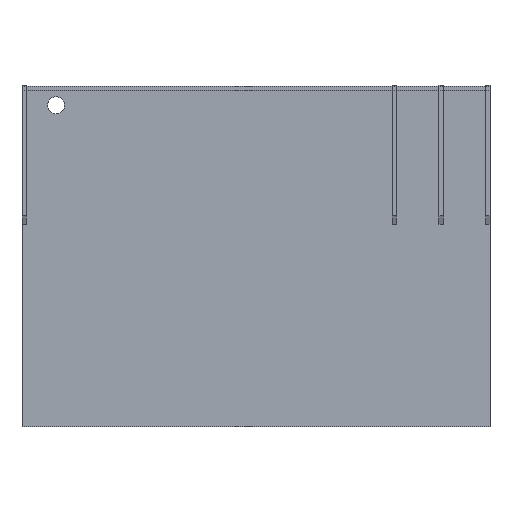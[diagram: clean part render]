
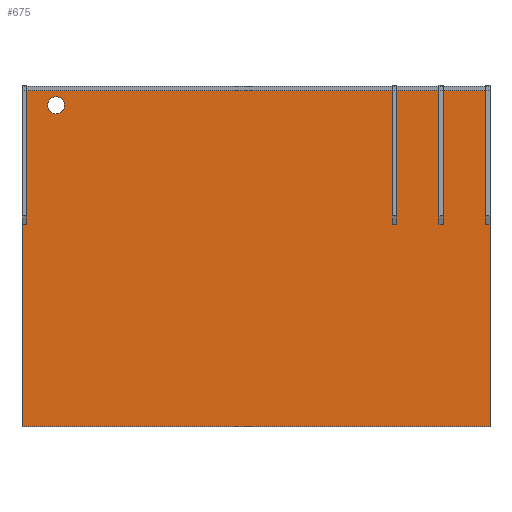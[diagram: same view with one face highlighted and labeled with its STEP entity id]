
A CAD part, top view. The second image highlights one B-rep face of the part: STEP entity #675.
In plain terms, the highlighted planar face has unit normal (0, 0, 1).
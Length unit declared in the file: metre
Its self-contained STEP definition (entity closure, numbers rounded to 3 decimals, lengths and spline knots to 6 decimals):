
#11=CIRCLE('',#792,0.02);
#185=ORIENTED_EDGE('',*,*,#281,.T.);
#186=ORIENTED_EDGE('',*,*,#271,.F.);
#187=ORIENTED_EDGE('',*,*,#275,.T.);
#188=ORIENTED_EDGE('',*,*,#278,.T.);
#189=ORIENTED_EDGE('',*,*,#280,.F.);
#271=EDGE_CURVE('',#333,#334,#415,.T.);
#275=EDGE_CURVE('',#333,#336,#419,.T.);
#278=EDGE_CURVE('',#336,#338,#422,.T.);
#280=EDGE_CURVE('',#334,#338,#424,.T.);
#281=EDGE_CURVE('',#339,#339,#11,.T.);
#333=VERTEX_POINT('',#1143);
#334=VERTEX_POINT('',#1145);
#336=VERTEX_POINT('',#1151);
#338=VERTEX_POINT('',#1157);
#339=VERTEX_POINT('',#1164);
#415=LINE('',#1144,#499);
#419=LINE('',#1152,#503);
#422=LINE('',#1158,#506);
#424=LINE('',#1161,#508);
#499=VECTOR('',#952,1.);
#503=VECTOR('',#958,1.);
#506=VECTOR('',#963,1.);
#508=VECTOR('',#967,1.);
#547=EDGE_LOOP('',(#185));
#548=EDGE_LOOP('',(#186,#187,#188,#189));
#591=FACE_BOUND('',#547,.T.);
#592=FACE_BOUND('',#548,.T.);
#635=PLANE('',#791);
#675=ADVANCED_FACE('',(#591,#592),#635,.T.);
#791=AXIS2_PLACEMENT_3D('',#1162,#968,#969);
#792=AXIS2_PLACEMENT_3D('',#1163,#970,#971);
#952=DIRECTION('',(0.,-1.,0.));
#958=DIRECTION('',(-1.,0.,0.));
#963=DIRECTION('',(0.,-1.,0.));
#967=DIRECTION('',(-1.,0.,0.));
#968=DIRECTION('',(0.,0.,1.));
#969=DIRECTION('',(1.,0.,0.));
#970=DIRECTION('',(0.,0.,-1.));
#971=DIRECTION('',(-1.,0.,0.));
#1143=CARTESIAN_POINT('',(0.55,0.4,0.01));
#1144=CARTESIAN_POINT('',(0.55,0.,0.01));
#1145=CARTESIAN_POINT('',(0.55,-0.4,0.01));
#1151=CARTESIAN_POINT('',(-0.55,0.4,0.01));
#1152=CARTESIAN_POINT('',(0.,0.4,0.01));
#1157=CARTESIAN_POINT('',(-0.55,-0.4,0.01));
#1158=CARTESIAN_POINT('',(-0.55,0.,0.01));
#1161=CARTESIAN_POINT('',(0.,-0.4,0.01));
#1162=CARTESIAN_POINT('',(0.,0.,0.01));
#1163=CARTESIAN_POINT('',(-0.47,0.355199,0.01));
#1164=CARTESIAN_POINT('',(-0.49,0.355199,0.01));
